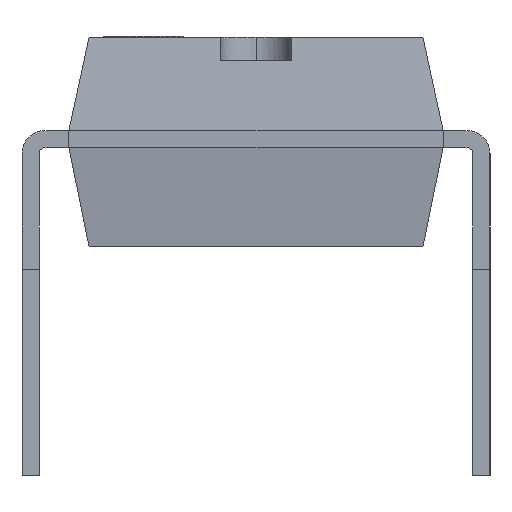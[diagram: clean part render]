
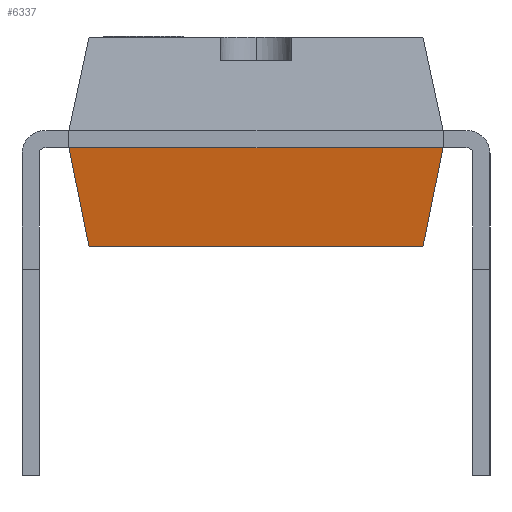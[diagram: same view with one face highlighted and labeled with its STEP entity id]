
A CAD part, left-side view. The second image highlights one B-rep face of the part: STEP entity #6337.
In plain terms, the highlighted planar face has unit normal (-0.99, 0, -0.141).
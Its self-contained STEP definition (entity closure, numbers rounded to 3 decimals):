
#532 = EDGE_LOOP ( 'NONE', ( #4393, #21992, #17718, #16810 ) ) ;
#952 = DIRECTION ( 'NONE',  ( 0., -1., 0. ) ) ;
#2194 = DIRECTION ( 'NONE',  ( 0.99, 0., 0.14 ) ) ;
#3039 = CARTESIAN_POINT ( 'NONE',  ( -10.968, 2.555, -1.364 ) ) ;
#3398 = CARTESIAN_POINT ( 'NONE',  ( -11.4, 3.97, 1.683 ) ) ;
#3554 = CARTESIAN_POINT ( 'NONE',  ( -11.4, 3.175, 1.683 ) ) ;
#3638 = VERTEX_POINT ( 'NONE', #3554 ) ;
#4393 = ORIENTED_EDGE ( 'NONE', *, *, #25912, .F. ) ;
#5096 = CARTESIAN_POINT ( 'NONE',  ( -11.161, 3.97, 0. ) ) ;
#5430 = VECTOR ( 'NONE', #12698, 1000. ) ;
#6140 = CARTESIAN_POINT ( 'NONE',  ( -10.968, -2.555, -1.364 ) ) ;
#6337 = ADVANCED_FACE ( 'NONE', ( #18532 ), #16274, .F. ) ;
#8519 = CARTESIAN_POINT ( 'NONE',  ( -11.4, 3.97, 1.683 ) ) ;
#9203 = VECTOR ( 'NONE', #952, 1000. ) ;
#9982 = VERTEX_POINT ( 'NONE', #11630 ) ;
#10512 = CARTESIAN_POINT ( 'NONE',  ( -11.161, 2.833, 0. ) ) ;
#11520 = DIRECTION ( 'NONE',  ( 0., -1., 0. ) ) ;
#11630 = CARTESIAN_POINT ( 'NONE',  ( -11.4, -3.175, 1.683 ) ) ;
#12698 = DIRECTION ( 'NONE',  ( 0.138, 0.197, -0.971 ) ) ;
#12919 = DIRECTION ( 'NONE',  ( -0.138, 0.197, 0.971 ) ) ;
#12975 = LINE ( 'NONE', #5096, #9203 ) ;
#14194 = DIRECTION ( 'NONE',  ( 0.14, 0., -0.99 ) ) ;
#14315 = AXIS2_PLACEMENT_3D ( 'NONE', #8519, #2194, #14194 ) ;
#14616 = EDGE_CURVE ( 'NONE', #23957, #3638, #22655, .T. ) ;
#16274 = PLANE ( 'NONE',  #14315 ) ;
#16353 = LINE ( 'NONE', #6140, #5430 ) ;
#16810 = ORIENTED_EDGE ( 'NONE', *, *, #19401, .F. ) ;
#17718 = ORIENTED_EDGE ( 'NONE', *, *, #19462, .T. ) ;
#18532 = FACE_OUTER_BOUND ( 'NONE', #532, .T. ) ;
#19401 = EDGE_CURVE ( 'NONE', #9982, #19616, #16353, .T. ) ;
#19462 = EDGE_CURVE ( 'NONE', #23957, #19616, #12975, .T. ) ;
#19616 = VERTEX_POINT ( 'NONE', #23482 ) ;
#21992 = ORIENTED_EDGE ( 'NONE', *, *, #14616, .F. ) ;
#22042 = VECTOR ( 'NONE', #12919, 1000. ) ;
#22655 = LINE ( 'NONE', #3039, #22042 ) ;
#23380 = VECTOR ( 'NONE', #11520, 1000. ) ;
#23482 = CARTESIAN_POINT ( 'NONE',  ( -11.161, -2.833, 0. ) ) ;
#23957 = VERTEX_POINT ( 'NONE', #10512 ) ;
#25484 = LINE ( 'NONE', #3398, #23380 ) ;
#25912 = EDGE_CURVE ( 'NONE', #3638, #9982, #25484, .T. ) ;
